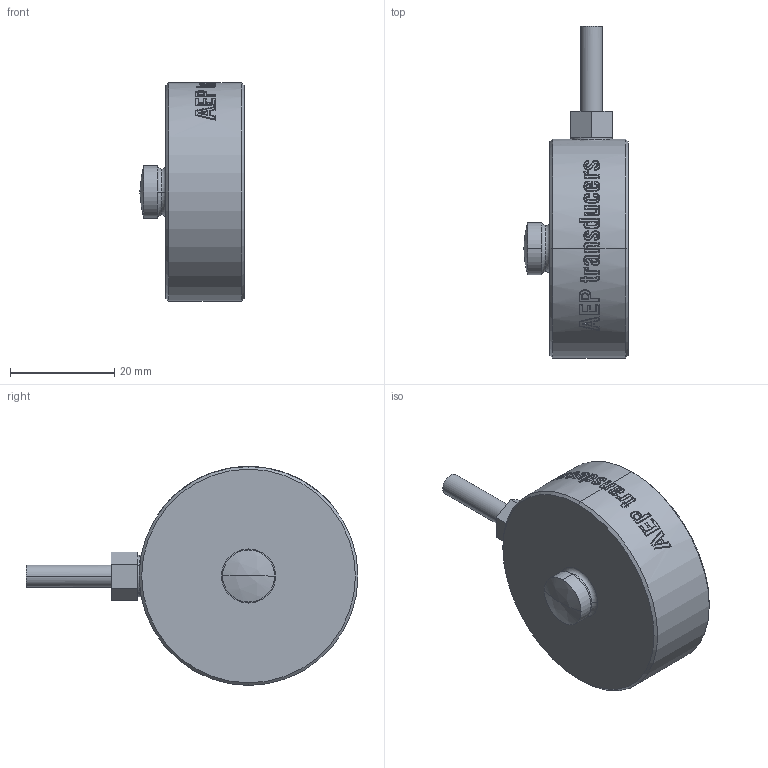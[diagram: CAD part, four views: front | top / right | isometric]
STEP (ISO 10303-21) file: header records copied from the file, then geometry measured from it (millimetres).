
FILE_DESCRIPTION(('STEP AP214'),'1');
FILE_NAME('CM Ø42.stp','2016-05-30T15:49:12',(' '),(' '),'Spatial InterOp 3D',' ',' ');
FILE_SCHEMA(('automotive_design'));
Length unit declared in the file: millimetre
Products named in the file (4): CM Ø42; CM Ø42 body; Passacavo CM; Cavo Ø4.2
Assembly tree (3 placements, depth 2):
  CM Ø42
    CM Ø42 body
    Passacavo CM
    Cavo Ø4.2
Bounding box: 20 x 63.7 x 42 mm (x, y, z)
Volume: 21043.5 mm3; surface area: 6363.7 mm2
Topology: 3 solids, 15 shells, 427 faces, 1126 edges, 762 vertices
Faces by surface type: plane 219, bspline 109, cylinder 79, cone 12, torus 6, sphere 2
Entity records: 23185 total; most frequent: CARTESIAN_POINT 9490, ORIENTED_EDGE 2204, DIRECTION 1874, EDGE_CURVE 1126, VERTEX_POINT 762, AXIS2_PLACEMENT_3D 647, LINE 580, VECTOR 580
